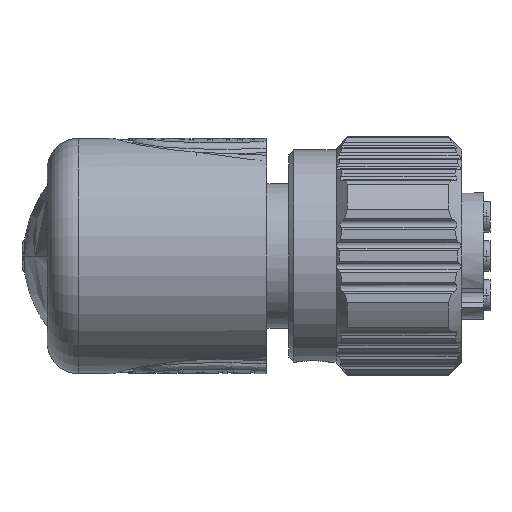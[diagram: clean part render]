
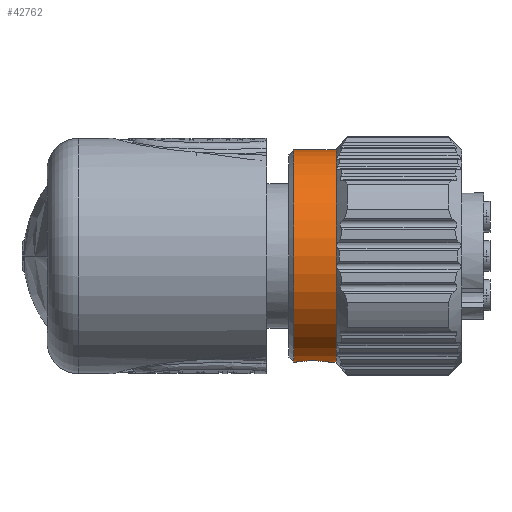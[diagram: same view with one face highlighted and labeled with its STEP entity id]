
A CAD part, front view. The second image highlights one B-rep face of the part: STEP entity #42762.
In plain terms, the highlighted cylindrical face has radius 6.75 mm (diameter 13.5 mm), a partial arc.
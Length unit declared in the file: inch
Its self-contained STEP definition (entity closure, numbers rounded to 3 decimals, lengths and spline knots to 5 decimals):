
#10107=CARTESIAN_POINT('',(0.38976,-4.11564,
-0.26575));
#10108=CARTESIAN_POINT('',(0.38976,-4.11857,
-0.26575));
#10109=CARTESIAN_POINT('',(0.39042,-4.12444,
-0.26565));
#10110=CARTESIAN_POINT('',(0.39334,-4.13282,
-0.26523));
#10111=CARTESIAN_POINT('',(0.39808,-4.14038,
-0.26462));
#10112=CARTESIAN_POINT('',(0.40439,-4.14669,
-0.26395));
#10113=CARTESIAN_POINT('',(0.41195,-4.15143,
-0.26334));
#10114=CARTESIAN_POINT('',(0.42033,-4.15435,
-0.26292));
#10115=CARTESIAN_POINT('',(0.42913,-4.15534,
-0.26277));
#10116=CARTESIAN_POINT('',(0.43793,-4.15435,
-0.26292));
#10117=CARTESIAN_POINT('',(0.44632,-4.15143,
-0.26334));
#10118=CARTESIAN_POINT('',(0.45387,-4.14669,
-0.26395));
#10119=CARTESIAN_POINT('',(0.46019,-4.14038,
-0.26462));
#10120=CARTESIAN_POINT('',(0.46492,-4.13283,
-0.26523));
#10121=CARTESIAN_POINT('',(0.46785,-4.12444,
-0.26565));
#10122=CARTESIAN_POINT('',(0.4685,-4.11857,
-0.26575));
#10123=CARTESIAN_POINT('',(0.4685,-4.11564,
-0.26575));
#10255=CARTESIAN_POINT('',(0.4685,-4.11564,
-0.26575));
#10519=DIRECTION('',(-1.,0.,0.));
#10520=VECTOR('',#10519,0.1063);
#10521=CARTESIAN_POINT('',(0.48819,-4.11564,
0.26575));
#10522=LINE('',#10521,#10520);
#10542=CARTESIAN_POINT('',(0.38189,-4.11564,0.));
#10543=DIRECTION('',(1.,0.,0.));
#10544=DIRECTION('',(0.,0.,1.));
#10545=AXIS2_PLACEMENT_3D('',#10542,#10543,#10544);
#10551=DIRECTION('',(-1.,0.,0.));
#10552=VECTOR('',#10551,0.01969);
#10553=CARTESIAN_POINT('',(0.48819,-4.11564,
-0.26575));
#10554=LINE('',#10553,#10552);
#10555=DIRECTION('',(-1.,0.,0.));
#10556=VECTOR('',#10555,0.00787);
#10557=CARTESIAN_POINT('',(0.38976,-4.11564,
-0.26575));
#10558=LINE('',#10557,#10556);
#10821=CARTESIAN_POINT('',(0.48819,-4.11564,0.));
#10822=DIRECTION('',(-1.,0.,0.));
#10823=DIRECTION('',(0.,0.,-1.));
#10824=AXIS2_PLACEMENT_3D('',#10821,#10822,#10823);
#23973=CARTESIAN_POINT('',(0.38189,-4.11564,
0.26575));
#23974=VERTEX_POINT('',#23973);
#23975=CARTESIAN_POINT('',(0.38189,-4.11564,
-0.26575));
#23976=VERTEX_POINT('',#23975);
#23977=CARTESIAN_POINT('',(0.38976,-4.11564,
-0.26575));
#23978=VERTEX_POINT('',#23977);
#23979=VERTEX_POINT('',#10255);
#23980=CARTESIAN_POINT('',(0.48819,-4.11564,
-0.26575));
#23981=VERTEX_POINT('',#23980);
#23982=CARTESIAN_POINT('',(0.48819,-4.11564,
0.26575));
#23983=VERTEX_POINT('',#23982);
#42748=CARTESIAN_POINT('',(0.37008,-4.11564,0.));
#42749=DIRECTION('',(-1.,0.,0.));
#42750=DIRECTION('',(0.,0.,-1.));
#42751=AXIS2_PLACEMENT_3D('',#42748,#42749,#42750);
#42752=CYLINDRICAL_SURFACE('',#42751,0.26575);
#42753=ORIENTED_EDGE('',*,*,#42742,.F.);
#42754=ORIENTED_EDGE('',*,*,#42698,.F.);
#42756=ORIENTED_EDGE('',*,*,#42755,.F.);
#42757=ORIENTED_EDGE('',*,*,#42694,.T.);
#42758=ORIENTED_EDGE('',*,*,#42104,.F.);
#42759=ORIENTED_EDGE('',*,*,#42691,.T.);
#42760=EDGE_LOOP('',(#42753,#42754,#42756,#42757,#42758,#42759));
#42761=FACE_OUTER_BOUND('',#42760,.F.);
#42762=ADVANCED_FACE('',(#42761),#42752,.T.);
#10124=B_SPLINE_CURVE_WITH_KNOTS('',3,(#10107,#10108,#10109,#10110,#10111,
#10112,#10113,#10114,#10115,#10116,#10117,#10118,#10119,#10120,#10121,#10122,
#10123),.UNSPECIFIED.,.F.,.F.,(4,1,1,1,1,1,1,1,1,1,1,1,1,1,4),(0.,
0.07143,0.14286,0.21429,0.28571,
0.35714,0.42857,0.5,0.57143,0.64286,
0.71429,0.78571,0.85714,0.92857,1.),
.UNSPECIFIED.);
#10546=CIRCLE('',#10545,0.26575);
#10825=CIRCLE('',#10824,0.26575);
#42104=EDGE_CURVE('',#23978,#23979,#10124,.T.);
#42691=EDGE_CURVE('',#23978,#23976,#10558,.T.);
#42694=EDGE_CURVE('',#23981,#23979,#10554,.T.);
#42698=EDGE_CURVE('',#23983,#23974,#10522,.T.);
#42742=EDGE_CURVE('',#23974,#23976,#10546,.T.);
#42755=EDGE_CURVE('',#23981,#23983,#10825,.T.);
